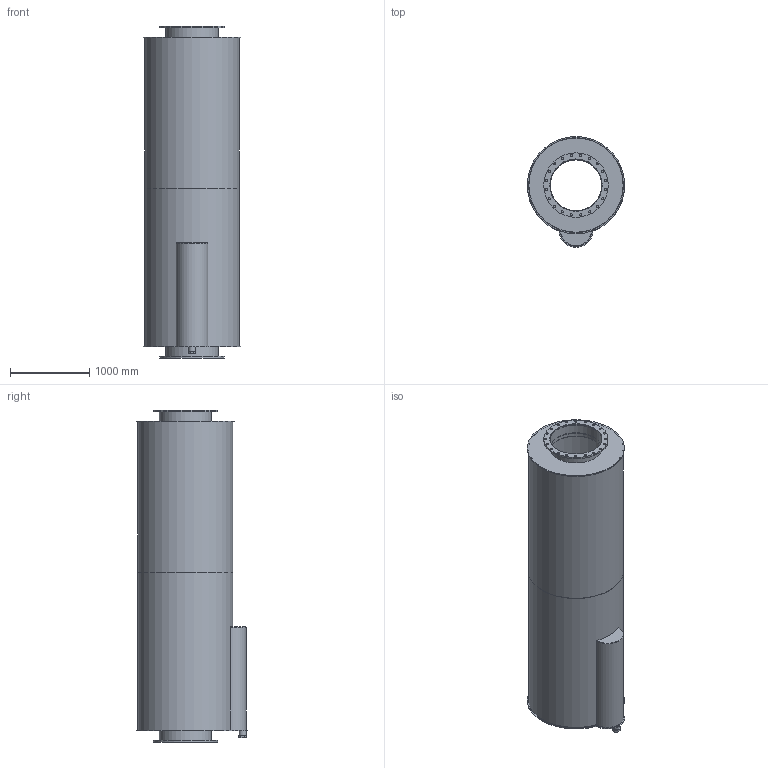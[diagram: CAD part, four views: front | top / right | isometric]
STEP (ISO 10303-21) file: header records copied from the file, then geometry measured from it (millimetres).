
FILE_DESCRIPTION(/* description */ (''),/* implementation_level */ '2;1');
FILE_NAME(/* name */ 'Vhd 26.stp',/* time_stamp */ '2015-01-21T11:28:51+01:00',/* author */ ('Tekenkamer'),/* organization */ (''),/* preprocessor_version */ 'ST-DEVELOPER v15.6',/* originating_system */ 'Autodesk Inventor 2015',/* authorisation */ '');
FILE_SCHEMA (('AUTOMOTIVE_DESIGN { 1 0 10303 214 3 1 1 }'));
Length unit declared in the file: millimetre
Products named in the file (1): MAAT3D
Bounding box: 1230 x 1397 x 4200 mm (x, y, z)
Volume: 89943341.8 mm3; surface area: 37117470.6 mm2
Topology: 12 solids, 12 shells, 98 faces, 222 edges, 148 vertices
Faces by surface type: cylinder 64, plane 34
Full cylindrical faces by diameter (mm): 27 x40, 80.5 x2, 88.9 x1, 652 x2, 660 x2, 662 x4, 815 x2, 1192 x2, 1200 x2, 1230 x1
Entity records: 2744 total; most frequent: DIRECTION 490, CARTESIAN_POINT 411, ORIENTED_EDGE 328, EDGE_LOOP 256, AXIS2_PLACEMENT_3D 227, EDGE_CURVE 164, FACE_BOUND 158, VERTEX_POINT 148
